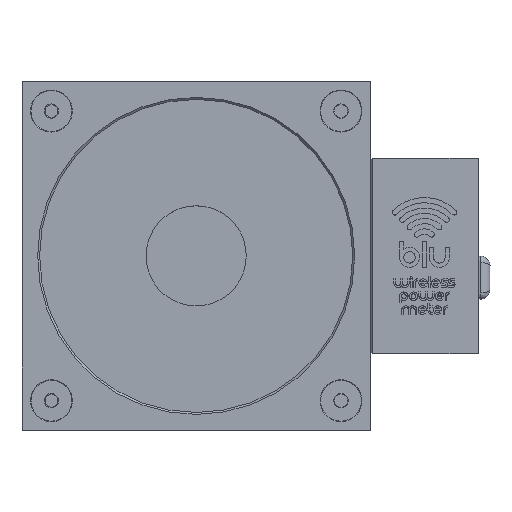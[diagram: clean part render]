
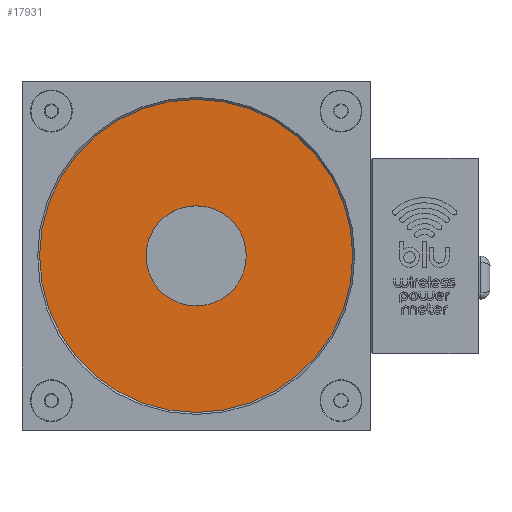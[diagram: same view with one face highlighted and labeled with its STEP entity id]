
A CAD part, top view. The second image highlights one B-rep face of the part: STEP entity #17931.
In plain terms, the highlighted planar face has unit normal (0, 0, 1).
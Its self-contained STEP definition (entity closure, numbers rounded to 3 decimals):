
#1984 = AXIS2_PLACEMENT_3D ( 'NONE', #6891, #24440, #7462 ) ;
#3570 = ORIENTED_EDGE ( 'NONE', *, *, #42911, .T. ) ;
#6891 = CARTESIAN_POINT ( 'NONE',  ( 25.559, 24.493, 16.587 ) ) ;
#7462 = DIRECTION ( 'NONE',  ( 1., 0., 0. ) ) ;
#7586 = AXIS2_PLACEMENT_3D ( 'NONE', #16999, #25878, #29342 ) ;
#9491 = CARTESIAN_POINT ( 'NONE',  ( 25.559, 24.493, 16.587 ) ) ;
#12103 = FACE_OUTER_BOUND ( 'NONE', #20670, .T. ) ;
#16016 = AXIS2_PLACEMENT_3D ( 'NONE', #9491, #39689, #53016 ) ;
#16220 = EDGE_LOOP ( 'NONE', ( #42188 ) ) ;
#16999 = CARTESIAN_POINT ( 'NONE',  ( 25.559, 24.493, 16.587 ) ) ;
#17931 = ADVANCED_FACE ( 'NONE', ( #38498, #12103 ), #46318, .T. ) ;
#20670 = EDGE_LOOP ( 'NONE', ( #3570 ) ) ;
#24440 = DIRECTION ( 'NONE',  ( 0., 0., 1. ) ) ;
#25878 = DIRECTION ( 'NONE',  ( 0., 0., 1. ) ) ;
#29342 = DIRECTION ( 'NONE',  ( 1., 0., 0. ) ) ;
#32508 = VERTEX_POINT ( 'NONE', #41677 ) ;
#32803 = VERTEX_POINT ( 'NONE', #54194 ) ;
#38498 = FACE_BOUND ( 'NONE', #16220, .T. ) ;
#39689 = DIRECTION ( 'NONE',  ( 0., 0., 1. ) ) ;
#41077 = EDGE_CURVE ( 'NONE', #32803, #32803, #53710, .T. ) ;
#41677 = CARTESIAN_POINT ( 'NONE',  ( 65.559, 24.493, 16.587 ) ) ;
#42188 = ORIENTED_EDGE ( 'NONE', *, *, #41077, .F. ) ;
#42911 = EDGE_CURVE ( 'NONE', #32508, #32508, #56358, .T. ) ;
#46318 = PLANE ( 'NONE',  #1984 ) ;
#53016 = DIRECTION ( 'NONE',  ( 1., 0., 0. ) ) ;
#53710 = CIRCLE ( 'NONE', #16016, 12.8 ) ;
#54194 = CARTESIAN_POINT ( 'NONE',  ( 38.359, 24.493, 16.587 ) ) ;
#56358 = CIRCLE ( 'NONE', #7586, 40. ) ;
